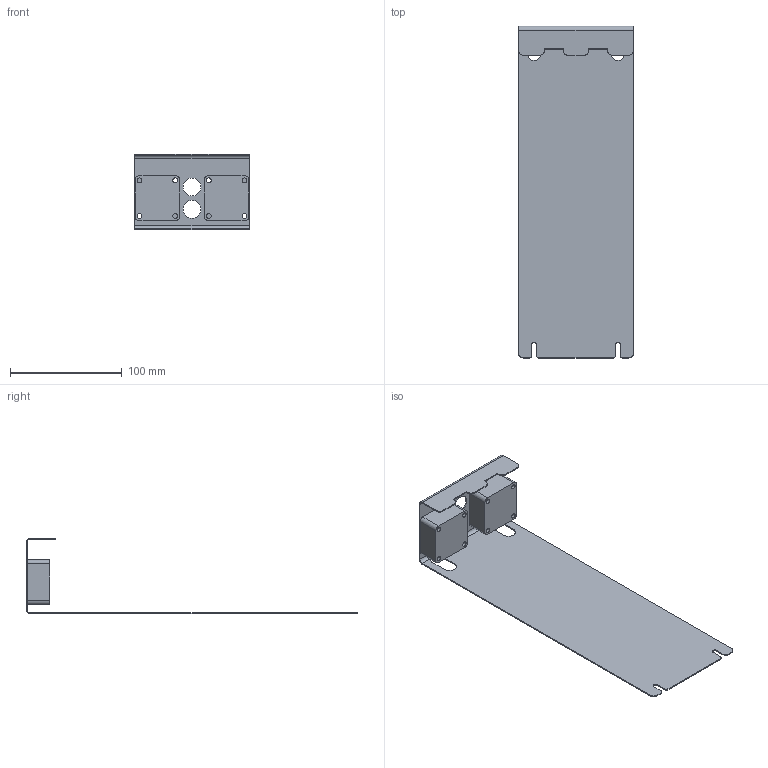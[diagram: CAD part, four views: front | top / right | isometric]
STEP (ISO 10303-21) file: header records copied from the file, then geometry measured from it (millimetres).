
FILE_DESCRIPTION (( 'STEP AP214' ), '1' );
FILE_NAME ('STP-AGY-005-V01 (AGY2 FAN) Coord fXT.STEP', '2020-03-24T21:05:00', ( '' ), ( '' ), 'SwSTEP 2.0', 'SolidWorks 2017', '' );
FILE_SCHEMA (( 'AUTOMOTIVE_DESIGN' ));
Length unit declared in the file: inch
Products named in the file (1): STP-AGY-005-V01 (AGY2 FAN) Coord fXT
Bounding box: 102.75 x 297 x 68 mm (x, y, z)
Volume: 86438.6 mm3; surface area: 89636.8 mm2
Topology: 3 solids, 3 shells, 110 faces, 318 edges, 212 vertices
Faces by surface type: cylinder 68, plane 42
Entity records: 3900 total; most frequent: CARTESIAN_POINT 733, DIRECTION 676, ORIENTED_EDGE 636, EDGE_CURVE 318, AXIS2_PLACEMENT_3D 251, VERTEX_POINT 212, VECTOR 174, LINE 174
